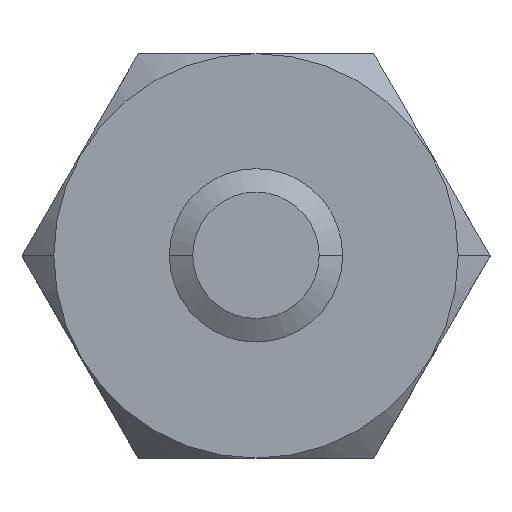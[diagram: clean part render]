
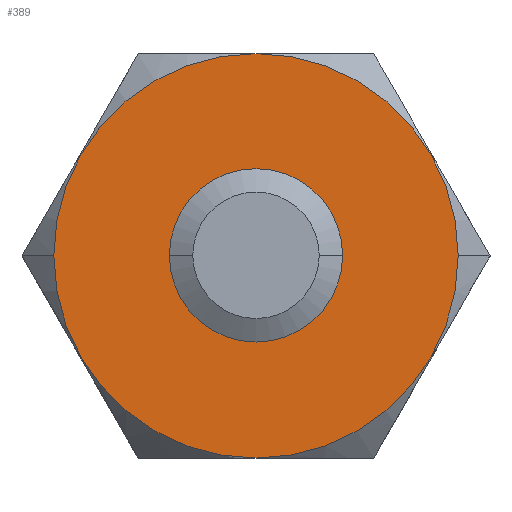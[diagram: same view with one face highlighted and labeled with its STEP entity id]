
A CAD part, top view. The second image highlights one B-rep face of the part: STEP entity #389.
In plain terms, the highlighted planar face has unit normal (0, 0, 1).
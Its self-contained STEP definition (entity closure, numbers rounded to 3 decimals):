
#187=EDGE_CURVE('',#205,#259,#489,.T.);
#205=VERTEX_POINT('',#508);
#241=EDGE_CURVE('',#259,#291,#547,.T.);
#259=VERTEX_POINT('',#567);
#267=EDGE_CURVE('',#291,#343,#576,.T.);
#291=VERTEX_POINT('',#603);
#343=VERTEX_POINT('',#664);
#365=EDGE_CURVE('',#343,#205,#687,.T.);
#389=ADVANCED_FACE('',(#714),#715,.T.);
#489=CIRCLE('',#821,7.);
#508=CARTESIAN_POINT('',(0.,7.0,6.0));
#547=CIRCLE('',#938,7.);
#567=CARTESIAN_POINT('',(7.,0.,6.0));
#576=CIRCLE('',#973,7.);
#603=CARTESIAN_POINT('',(0.,-7.0,6.0));
#664=CARTESIAN_POINT('',(-7.,0.,6.0));
#687=CIRCLE('',#1172,7.);
#714=FACE_OUTER_BOUND('',#1232,.T.);
#715=PLANE('',#1233);
#821=AXIS2_PLACEMENT_3D('',#1366,#1367,#1368);
#938=AXIS2_PLACEMENT_3D('',#1425,#1426,#1427);
#973=AXIS2_PLACEMENT_3D('',#1453,#1454,#1455);
#1172=AXIS2_PLACEMENT_3D('',#1586,#1587,#1588);
#1232=EDGE_LOOP('',(#1616,#1617,#1618,#1619));
#1233=AXIS2_PLACEMENT_3D('',#1620,#1621,#1622);
#1366=CARTESIAN_POINT('',(0.,0.,6.0));
#1367=DIRECTION('',(0.0,0.0,-1.0));
#1368=DIRECTION('',(1.0,0.,0.0));
#1425=CARTESIAN_POINT('',(0.,0.,6.0));
#1426=DIRECTION('',(0.0,0.0,-1.0));
#1427=DIRECTION('',(1.0,0.,0.0));
#1453=CARTESIAN_POINT('',(0.,0.,6.0));
#1454=DIRECTION('',(0.0,0.0,-1.0));
#1455=DIRECTION('',(1.0,0.,0.0));
#1586=CARTESIAN_POINT('',(0.,0.,6.0));
#1587=DIRECTION('',(0.0,0.0,-1.0));
#1588=DIRECTION('',(1.0,0.,0.0));
#1616=ORIENTED_EDGE('',*,*,#187,.F.);
#1617=ORIENTED_EDGE('',*,*,#365,.F.);
#1618=ORIENTED_EDGE('',*,*,#267,.F.);
#1619=ORIENTED_EDGE('',*,*,#241,.F.);
#1620=CARTESIAN_POINT('',(5.15,0.,6.0));
#1621=DIRECTION('',(0.0,0.0,1.0));
#1622=DIRECTION('',(-1.0,0.,0.0));
